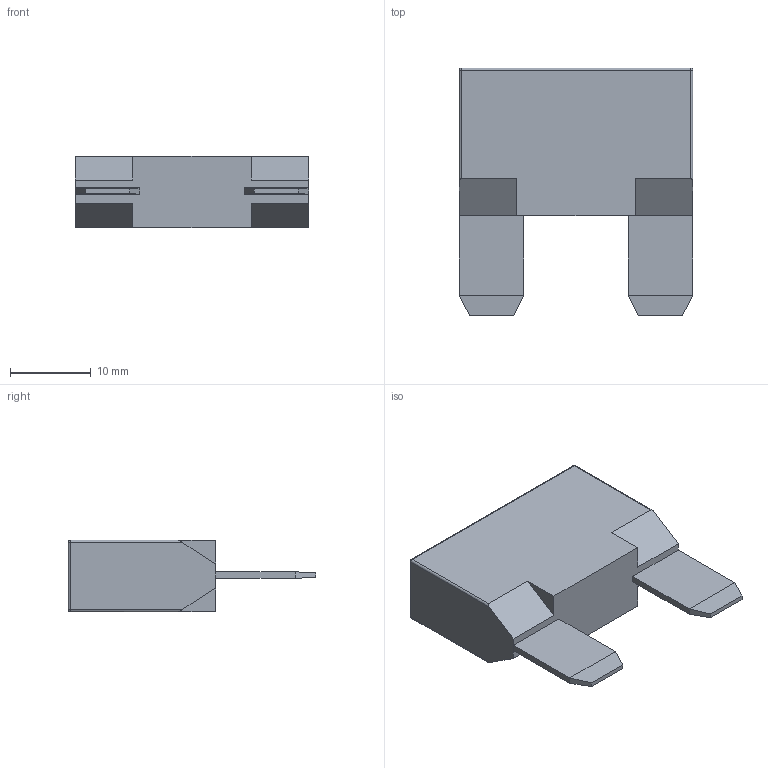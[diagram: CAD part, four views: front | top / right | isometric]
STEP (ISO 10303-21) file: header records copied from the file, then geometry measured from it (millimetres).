
FILE_DESCRIPTION(/* description */ ('Circuit breaker 40 amp'),/* implementation_level */ '2;1');
FILE_NAME(/* name */ 'CS_CircuitBreaker_MX5-A40.ipt.stp',/* time_stamp */ '2016-01-07T16:35:53-08:00',/* author */ ('Autodesk Inc.'),/* organization */ ('Autodesk Inc.'),/* preprocessor_version */ 'ST-DEVELOPER v16.1',/* originating_system */ 'Autodesk Inventor 2016',/* authorisation */ '');
FILE_SCHEMA (('AUTOMOTIVE_DESIGN { 1 0 10303 214 3 1 1 }'));
Length unit declared in the file: inch
Products named in the file (1): CS_CircuitBreaker_MX5-A40
Bounding box: 28.96 x 30.73 x 8.89 mm (x, y, z)
Volume: 4657.8 mm3; surface area: 2267.1 mm2
Topology: 1 solids, 1 shells, 258 faces, 673 edges, 438 vertices
Faces by surface type: plane 179, bspline 61, cylinder 14, sphere 4
Full cylindrical faces by diameter (mm): 3.175 x2
Entity records: 8342 total; most frequent: CARTESIAN_POINT 2351, ORIENTED_EDGE 1334, DIRECTION 969, EDGE_CURVE 667, LINE 517, VECTOR 517, VERTEX_POINT 438, EDGE_LOOP 285
